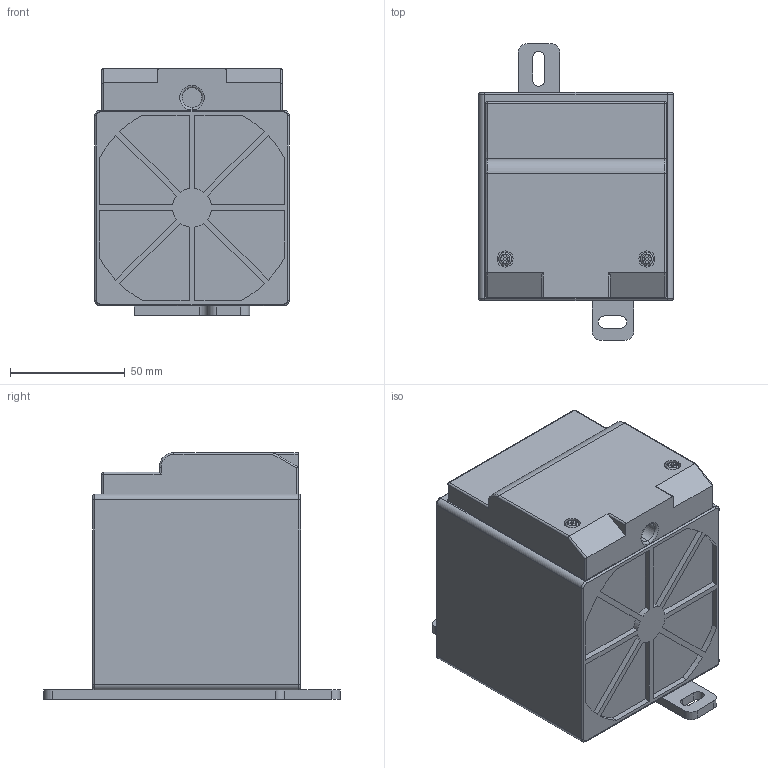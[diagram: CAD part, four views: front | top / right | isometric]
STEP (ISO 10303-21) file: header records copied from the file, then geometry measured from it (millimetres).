
FILE_DESCRIPTION (( 'STEP AP214' ), '1' );
FILE_NAME ('028109-01.STEP', '2014-06-25T16:08:40', ( '' ), ( '' ), 'SwSTEP 2.0', 'SolidWorks 2013', '' );
FILE_SCHEMA (( 'AUTOMOTIVE_DESIGN' ));
Length unit declared in the file: inch
Products named in the file (1): 028109-01
Bounding box: 84.71 x 129.03 x 107.31 mm (x, y, z)
Volume: 744391.4 mm3; surface area: 61238.6 mm2
Topology: 1 solids, 1 shells, 387 faces, 970 edges, 630 vertices
Faces by surface type: plane 195, cylinder 164, torus 16, cone 10, sphere 2
Entity records: 11638 total; most frequent: DIRECTION 2092, CARTESIAN_POINT 2010, ORIENTED_EDGE 1936, EDGE_CURVE 968, AXIS2_PLACEMENT_3D 744, VERTEX_POINT 630, VECTOR 604, LINE 604
